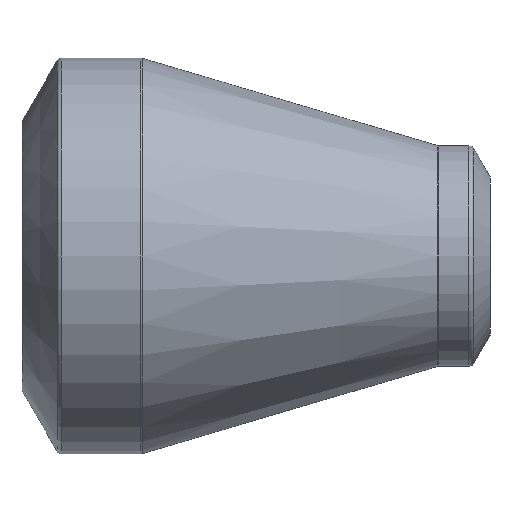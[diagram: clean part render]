
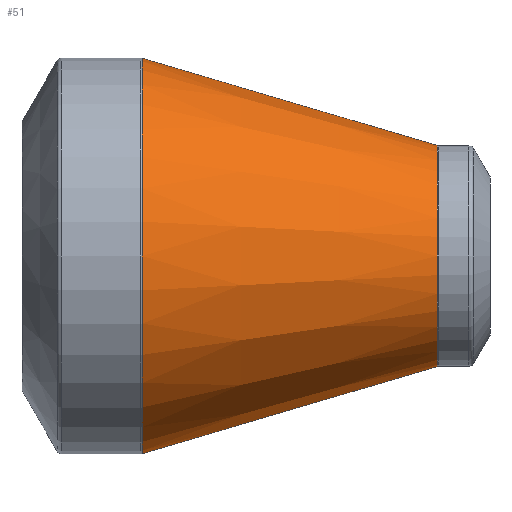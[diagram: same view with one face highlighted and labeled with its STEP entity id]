
A CAD part, front view. The second image highlights one B-rep face of the part: STEP entity #51.
In plain terms, the highlighted conical face has half-angle 16.468 degrees and reference radius 38.05 mm.
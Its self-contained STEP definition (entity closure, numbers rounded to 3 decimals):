
#43=CONICAL_SURFACE('',#221,38.05,16.468);
#51=ADVANCED_FACE('',(#72,#73),#43,.T.);
#72=FACE_BOUND('',#104,.T.);
#73=FACE_BOUND('',#105,.T.);
#104=EDGE_LOOP('',(#136));
#105=EDGE_LOOP('',(#137));
#136=ORIENTED_EDGE('',*,*,#183,.T.);
#137=ORIENTED_EDGE('',*,*,#184,.T.);
#167=VERTEX_POINT('',#324);
#168=VERTEX_POINT('',#326);
#183=EDGE_CURVE('',#167,#167,#199,.T.);
#184=EDGE_CURVE('',#168,#168,#200,.T.);
#199=CIRCLE('',#219,21.241);
#200=CIRCLE('',#220,38.009);
#219=AXIS2_PLACEMENT_3D('',#323,#261,#262);
#220=AXIS2_PLACEMENT_3D('',#325,#263,#264);
#221=AXIS2_PLACEMENT_3D('',#327,#265,#266);
#261=DIRECTION('',(-1.,0.,0.));
#262=DIRECTION('',(0.,0.,1.));
#263=DIRECTION('',(1.,0.,0.));
#264=DIRECTION('',(0.,0.,-1.));
#265=DIRECTION('',(-1.,0.,0.));
#266=DIRECTION('',(0.,0.,1.));
#323=CARTESIAN_POINT('',(79.861,0.,0.));
#324=CARTESIAN_POINT('',(79.861,0.,21.241));
#325=CARTESIAN_POINT('',(23.139,0.,0.));
#326=CARTESIAN_POINT('',(23.139,0.,-38.009));
#327=CARTESIAN_POINT('',(23.,0.,0.));
